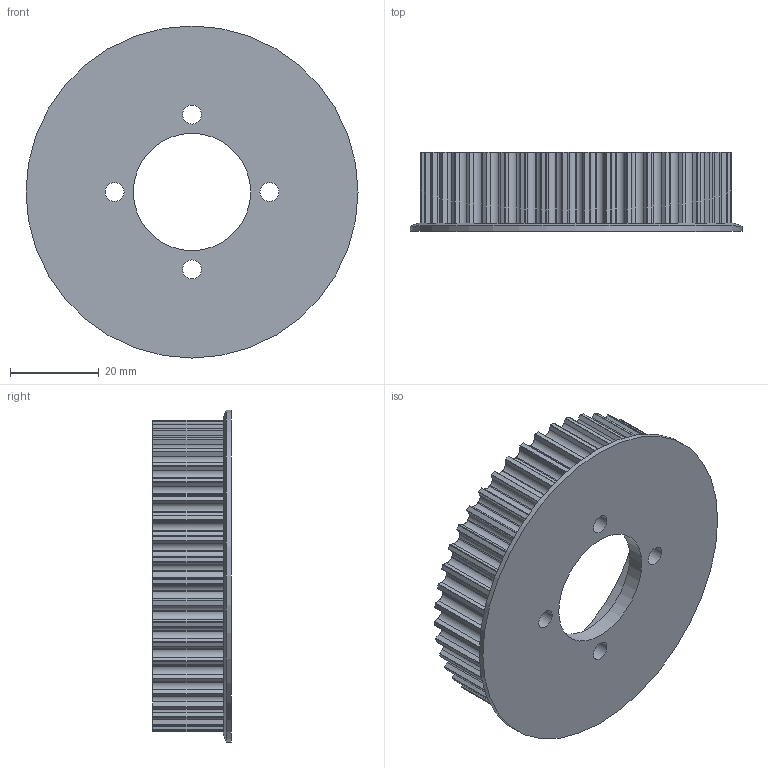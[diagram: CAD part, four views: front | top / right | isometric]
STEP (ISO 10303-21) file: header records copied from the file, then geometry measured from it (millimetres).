
FILE_DESCRIPTION(/* description */ (''),/* implementation_level */ '2;1');
FILE_NAME(/* name */ '45t radium pulley.stp',/* time_stamp */ '2025-08-09T13:01:23-07:00',/* author */ ('devan'),/* organization */ (''),/* preprocessor_version */ 'ST-DEVELOPER v20',/* originating_system */ 'Autodesk Inventor 2025',/* authorisation */ '');
FILE_SCHEMA (('AUTOMOTIVE_DESIGN { 1 0 10303 214 3 1 1 }'));
Length unit declared in the file: millimetre
Products named in the file (1): 45T pulley
Bounding box: 75 x 17.8 x 75 mm (x, y, z)
Volume: 24306.2 mm3; surface area: 16102 mm2
Topology: 1 solids, 1 shells, 373 faces, 1107 edges, 738 vertices
Faces by surface type: cylinder 232, plane 139, cone 1, torus 1
Full cylindrical faces by diameter (mm): 4.3 x4, 26.5 x1, 60 x1, 75 x1
Entity records: 12753 total; most frequent: DIRECTION 2324, CARTESIAN_POINT 2219, ORIENTED_EDGE 2214, EDGE_CURVE 1107, AXIS2_PLACEMENT_3D 843, VERTEX_POINT 738, LINE 638, VECTOR 638
